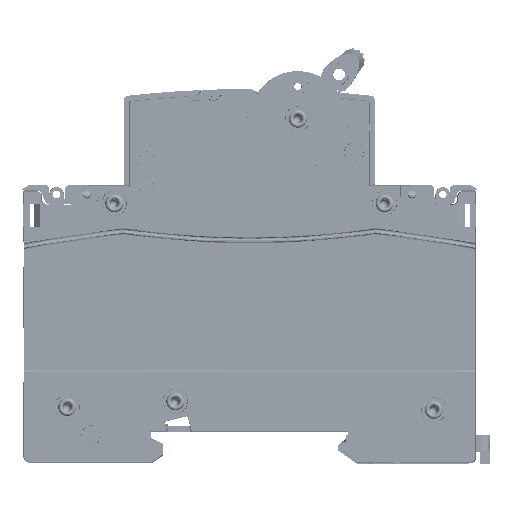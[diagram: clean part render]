
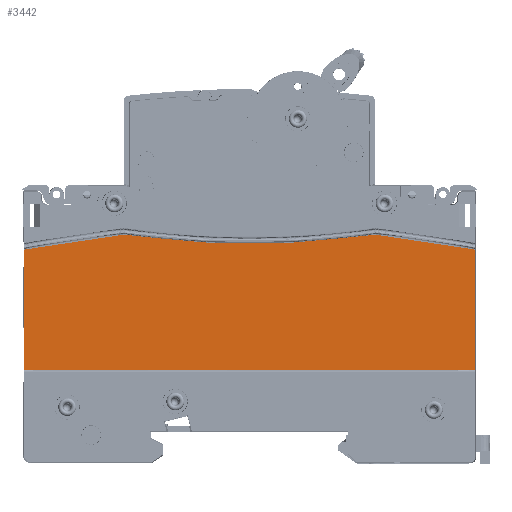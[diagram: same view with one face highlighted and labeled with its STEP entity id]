
A CAD part, top view. The second image highlights one B-rep face of the part: STEP entity #3442.
In plain terms, the highlighted planar face has unit normal (0, 0, 1).
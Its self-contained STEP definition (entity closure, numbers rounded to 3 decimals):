
#1904 = CARTESIAN_POINT ( 'NONE',  ( 19.895, -21.338, 23.7 ) ) ;
#3442 = ADVANCED_FACE ( 'NONE', ( #176229 ), #191219, .T. ) ;
#3700 = ORIENTED_EDGE ( 'NONE', *, *, #199961, .T. ) ;
#5065 = CARTESIAN_POINT ( 'NONE',  ( 13.91, -20.698, 23.7 ) ) ;
#7133 = LINE ( 'NONE', #119470, #10948 ) ;
#8843 = ORIENTED_EDGE ( 'NONE', *, *, #82568, .T. ) ;
#10038 = CARTESIAN_POINT ( 'NONE',  ( -23.643, -21.766, 23.7 ) ) ;
#10948 = VECTOR ( 'NONE', #106580, 1000. ) ;
#11788 = ORIENTED_EDGE ( 'NONE', *, *, #177366, .T. ) ;
#13440 = VECTOR ( 'NONE', #128922, 1000. ) ;
#14413 = ORIENTED_EDGE ( 'NONE', *, *, #27933, .T. ) ;
#17285 = VERTEX_POINT ( 'NONE', #110619 ) ;
#19355 = CARTESIAN_POINT ( 'NONE',  ( -48.952, -44.8, 23.7 ) ) ;
#27726 = VERTEX_POINT ( 'NONE', #139664 ) ;
#27933 = EDGE_CURVE ( 'NONE', #27726, #119189, #80781, .T. ) ;
#29085 = CARTESIAN_POINT ( 'NONE',  ( -43.043, -22.23, 23.7 ) ) ;
#39179 = B_SPLINE_CURVE_WITH_KNOTS ( 'NONE', 3,
 ( #54718, #86861, #88929, #117909 ),
 .UNSPECIFIED., .F., .F.,
 ( 4, 4 ),
 ( 0.002, 0.998 ),
 .UNSPECIFIED. ) ;
#45525 = CARTESIAN_POINT ( 'NONE',  ( 31.752, -191.7, 23.7 ) ) ;
#45763 = DIRECTION ( 'NONE',  ( 0., 0., 1. ) ) ;
#47159 = CARTESIAN_POINT ( 'NONE',  ( 25.843, -22.23, 23.7 ) ) ;
#47370 = EDGE_LOOP ( 'NONE', ( #8843, #11788, #14413, #3700, #150750, #95473 ) ) ;
#47841 = DIRECTION ( 'NONE',  ( 1., 0., 0. ) ) ;
#54718 = CARTESIAN_POINT ( 'NONE',  ( -48.952, -44.8, 23.7 ) ) ;
#58173 = CARTESIAN_POINT ( 'NONE',  ( 6.444, -21.766, 23.7 ) ) ;
#59627 = B_SPLINE_CURVE_WITH_KNOTS ( 'NONE', 3,
 ( #74230, #58173, #123433, #137339, #10038, #169448 ),
 .UNSPECIFIED., .F., .F.,
 ( 4, 2, 4 ),
 ( 0., 0.5, 1. ),
 .UNSPECIFIED. ) ;
#63132 = B_SPLINE_CURVE_WITH_KNOTS ( 'NONE', 3,
 ( #118451, #47159, #1904, #5065 ),
 .UNSPECIFIED., .F., .F.,
 ( 4, 4 ),
 ( 0.008, 1. ),
 .UNSPECIFIED. ) ;
#70864 = EDGE_CURVE ( 'NONE', #17285, #109087, #59627, .T. ) ;
#74230 = CARTESIAN_POINT ( 'NONE',  ( 13.91, -20.698, 23.7 ) ) ;
#80567 = B_SPLINE_CURVE_WITH_KNOTS ( 'NONE', 3,
 ( #162688, #176634, #29085, #113503 ),
 .UNSPECIFIED., .F., .F.,
 ( 4, 4 ),
 ( 0., 0.992 ),
 .UNSPECIFIED. ) ;
#80781 = LINE ( 'NONE', #45525, #13440 ) ;
#82568 = EDGE_CURVE ( 'NONE', #142554, #180528, #7133, .T. ) ;
#86861 = CARTESIAN_POINT ( 'NONE',  ( -22.051, -44.8, 23.7 ) ) ;
#88929 = CARTESIAN_POINT ( 'NONE',  ( 4.851, -44.8, 23.7 ) ) ;
#94853 = EDGE_CURVE ( 'NONE', #109087, #142554, #80567, .T. ) ;
#95473 = ORIENTED_EDGE ( 'NONE', *, *, #94853, .T. ) ;
#106580 = DIRECTION ( 'NONE',  ( 0., -1., 0. ) ) ;
#109087 = VERTEX_POINT ( 'NONE', #183040 ) ;
#110619 = CARTESIAN_POINT ( 'NONE',  ( 13.91, -20.698, 23.7 ) ) ;
#113503 = CARTESIAN_POINT ( 'NONE',  ( -48.952, -23.376, 23.7 ) ) ;
#117909 = CARTESIAN_POINT ( 'NONE',  ( 31.752, -44.8, 23.7 ) ) ;
#118451 = CARTESIAN_POINT ( 'NONE',  ( 31.752, -23.376, 23.7 ) ) ;
#119189 = VERTEX_POINT ( 'NONE', #122163 ) ;
#119470 = CARTESIAN_POINT ( 'NONE',  ( -48.952, -191.7, 23.7 ) ) ;
#122163 = CARTESIAN_POINT ( 'NONE',  ( 31.752, -23.376, 23.7 ) ) ;
#123433 = CARTESIAN_POINT ( 'NONE',  ( -1.06, -22.3, 23.7 ) ) ;
#128922 = DIRECTION ( 'NONE',  ( 0., 1., 0. ) ) ;
#137339 = CARTESIAN_POINT ( 'NONE',  ( -16.14, -22.3, 23.7 ) ) ;
#139664 = CARTESIAN_POINT ( 'NONE',  ( 31.752, -44.8, 23.7 ) ) ;
#142554 = VERTEX_POINT ( 'NONE', #190498 ) ;
#150750 = ORIENTED_EDGE ( 'NONE', *, *, #70864, .T. ) ;
#157810 = AXIS2_PLACEMENT_3D ( 'NONE', #192286, #45763, #47841 ) ;
#162688 = CARTESIAN_POINT ( 'NONE',  ( -31.11, -20.698, 23.7 ) ) ;
#169448 = CARTESIAN_POINT ( 'NONE',  ( -31.11, -20.698, 23.7 ) ) ;
#176229 = FACE_OUTER_BOUND ( 'NONE', #47370, .T. ) ;
#176634 = CARTESIAN_POINT ( 'NONE',  ( -37.095, -21.338, 23.7 ) ) ;
#177366 = EDGE_CURVE ( 'NONE', #180528, #27726, #39179, .T. ) ;
#180528 = VERTEX_POINT ( 'NONE', #19355 ) ;
#183040 = CARTESIAN_POINT ( 'NONE',  ( -31.11, -20.698, 23.7 ) ) ;
#190498 = CARTESIAN_POINT ( 'NONE',  ( -48.952, -23.376, 23.7 ) ) ;
#191219 = PLANE ( 'NONE',  #157810 ) ;
#192286 = CARTESIAN_POINT ( 'NONE',  ( 0., 0., 23.7 ) ) ;
#199961 = EDGE_CURVE ( 'NONE', #119189, #17285, #63132, .T. ) ;
